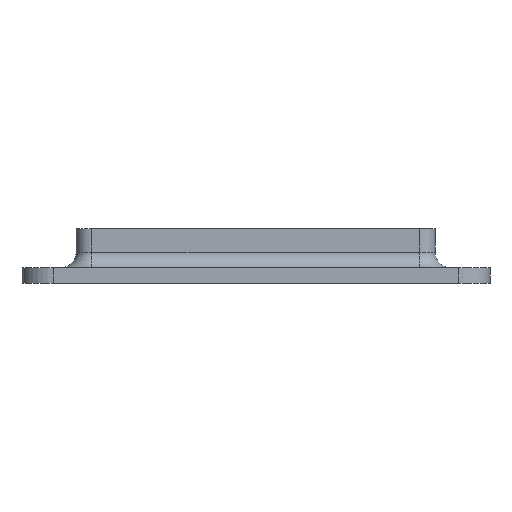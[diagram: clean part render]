
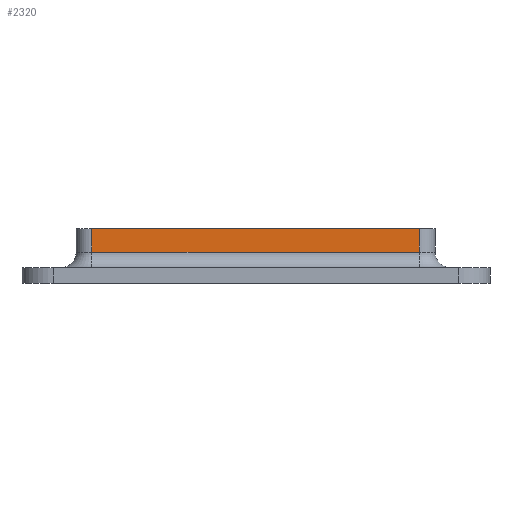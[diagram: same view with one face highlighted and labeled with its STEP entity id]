
A CAD part, front view. The second image highlights one B-rep face of the part: STEP entity #2320.
In plain terms, the highlighted planar face has unit normal (0, -1, 0).
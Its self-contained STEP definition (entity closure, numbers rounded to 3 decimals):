
#140 = CYLINDRICAL_SURFACE('',#141,2.);
#141 = AXIS2_PLACEMENT_3D('',#142,#143,#144);
#142 = CARTESIAN_POINT('',(22.952,-14.414,2.));
#143 = DIRECTION('',(-1.,0.,0.));
#144 = DIRECTION('',(0.,0.,-1.));
#860 = PLANE('',#861);
#861 = AXIS2_PLACEMENT_3D('',#862,#863,#864);
#862 = CARTESIAN_POINT('',(-23.048,12.586,5.));
#863 = DIRECTION('',(0.,0.,1.));
#864 = DIRECTION('',(1.,0.,0.));
#970 = VERTEX_POINT('',#971);
#971 = CARTESIAN_POINT('',(20.952,-12.414,2.));
#1008 = CYLINDRICAL_SURFACE('',#1009,2.);
#1009 = AXIS2_PLACEMENT_3D('',#1010,#1011,#1012);
#1010 = CARTESIAN_POINT('',(20.952,-10.414,0.));
#1011 = DIRECTION('',(0.,0.,1.));
#1012 = DIRECTION('',(0.,-1.,0.));
#1071 = EDGE_CURVE('',#970,#1072,#1074,.T.);
#1072 = VERTEX_POINT('',#1073);
#1073 = CARTESIAN_POINT('',(-21.048,-12.414,2.));
#1074 = SURFACE_CURVE('',#1075,(#1079,#1086),.PCURVE_S1.);
#1075 = LINE('',#1076,#1077);
#1076 = CARTESIAN_POINT('',(22.952,-12.414,2.));
#1077 = VECTOR('',#1078,1.);
#1078 = DIRECTION('',(-1.,0.,0.));
#1079 = PCURVE('',#140,#1080);
#1080 = DEFINITIONAL_REPRESENTATION('',(#1081),#1085);
#1081 = LINE('',#1082,#1083);
#1082 = CARTESIAN_POINT('',(-1.571,0.));
#1083 = VECTOR('',#1084,1.);
#1084 = DIRECTION('',(-0.,1.));
#1085 = ( GEOMETRIC_REPRESENTATION_CONTEXT(2) 
PARAMETRIC_REPRESENTATION_CONTEXT() REPRESENTATION_CONTEXT('2D SPACE',''
  ) );
#1086 = PCURVE('',#1087,#1092);
#1087 = PLANE('',#1088);
#1088 = AXIS2_PLACEMENT_3D('',#1089,#1090,#1091);
#1089 = CARTESIAN_POINT('',(22.952,-12.414,0.));
#1090 = DIRECTION('',(0.,-1.,0.));
#1091 = DIRECTION('',(-1.,0.,0.));
#1092 = DEFINITIONAL_REPRESENTATION('',(#1093),#1097);
#1093 = LINE('',#1094,#1095);
#1094 = CARTESIAN_POINT('',(0.,-2.));
#1095 = VECTOR('',#1096,1.);
#1096 = DIRECTION('',(1.,0.));
#1097 = ( GEOMETRIC_REPRESENTATION_CONTEXT(2) 
PARAMETRIC_REPRESENTATION_CONTEXT() REPRESENTATION_CONTEXT('2D SPACE',''
  ) );
#1209 = CYLINDRICAL_SURFACE('',#1210,2.);
#1210 = AXIS2_PLACEMENT_3D('',#1211,#1212,#1213);
#1211 = CARTESIAN_POINT('',(-21.048,-10.414,0.));
#1212 = DIRECTION('',(0.,0.,1.));
#1213 = DIRECTION('',(0.,-1.,0.));
#2165 = VERTEX_POINT('',#2166);
#2166 = CARTESIAN_POINT('',(-21.048,-12.414,5.));
#2192 = EDGE_CURVE('',#2193,#2165,#2195,.T.);
#2193 = VERTEX_POINT('',#2194);
#2194 = CARTESIAN_POINT('',(20.952,-12.414,5.));
#2195 = SURFACE_CURVE('',#2196,(#2200,#2207),.PCURVE_S1.);
#2196 = LINE('',#2197,#2198);
#2197 = CARTESIAN_POINT('',(22.952,-12.414,5.));
#2198 = VECTOR('',#2199,1.);
#2199 = DIRECTION('',(-1.,0.,0.));
#2200 = PCURVE('',#860,#2201);
#2201 = DEFINITIONAL_REPRESENTATION('',(#2202),#2206);
#2202 = LINE('',#2203,#2204);
#2203 = CARTESIAN_POINT('',(46.,-25.));
#2204 = VECTOR('',#2205,1.);
#2205 = DIRECTION('',(-1.,0.));
#2206 = ( GEOMETRIC_REPRESENTATION_CONTEXT(2) 
PARAMETRIC_REPRESENTATION_CONTEXT() REPRESENTATION_CONTEXT('2D SPACE',''
  ) );
#2207 = PCURVE('',#1087,#2208);
#2208 = DEFINITIONAL_REPRESENTATION('',(#2209),#2213);
#2209 = LINE('',#2210,#2211);
#2210 = CARTESIAN_POINT('',(0.,-5.));
#2211 = VECTOR('',#2212,1.);
#2212 = DIRECTION('',(1.,0.));
#2213 = ( GEOMETRIC_REPRESENTATION_CONTEXT(2) 
PARAMETRIC_REPRESENTATION_CONTEXT() REPRESENTATION_CONTEXT('2D SPACE',''
  ) );
#2297 = EDGE_CURVE('',#970,#2193,#2298,.T.);
#2298 = SURFACE_CURVE('',#2299,(#2303,#2310),.PCURVE_S1.);
#2299 = LINE('',#2300,#2301);
#2300 = CARTESIAN_POINT('',(20.952,-12.414,0.));
#2301 = VECTOR('',#2302,1.);
#2302 = DIRECTION('',(0.,0.,1.));
#2303 = PCURVE('',#1008,#2304);
#2304 = DEFINITIONAL_REPRESENTATION('',(#2305),#2309);
#2305 = LINE('',#2306,#2307);
#2306 = CARTESIAN_POINT('',(0.,0.));
#2307 = VECTOR('',#2308,1.);
#2308 = DIRECTION('',(0.,1.));
#2309 = ( GEOMETRIC_REPRESENTATION_CONTEXT(2) 
PARAMETRIC_REPRESENTATION_CONTEXT() REPRESENTATION_CONTEXT('2D SPACE',''
  ) );
#2310 = PCURVE('',#1087,#2311);
#2311 = DEFINITIONAL_REPRESENTATION('',(#2312),#2316);
#2312 = LINE('',#2313,#2314);
#2313 = CARTESIAN_POINT('',(2.,0.));
#2314 = VECTOR('',#2315,1.);
#2315 = DIRECTION('',(0.,-1.));
#2316 = ( GEOMETRIC_REPRESENTATION_CONTEXT(2) 
PARAMETRIC_REPRESENTATION_CONTEXT() REPRESENTATION_CONTEXT('2D SPACE',''
  ) );
#2320 = ADVANCED_FACE('',(#2321),#1087,.T.);
#2321 = FACE_BOUND('',#2322,.T.);
#2322 = EDGE_LOOP('',(#2323,#2324,#2345,#2346));
#2323 = ORIENTED_EDGE('',*,*,#2192,.T.);
#2324 = ORIENTED_EDGE('',*,*,#2325,.F.);
#2325 = EDGE_CURVE('',#1072,#2165,#2326,.T.);
#2326 = SURFACE_CURVE('',#2327,(#2331,#2338),.PCURVE_S1.);
#2327 = LINE('',#2328,#2329);
#2328 = CARTESIAN_POINT('',(-21.048,-12.414,0.));
#2329 = VECTOR('',#2330,1.);
#2330 = DIRECTION('',(0.,0.,1.));
#2331 = PCURVE('',#1087,#2332);
#2332 = DEFINITIONAL_REPRESENTATION('',(#2333),#2337);
#2333 = LINE('',#2334,#2335);
#2334 = CARTESIAN_POINT('',(44.,0.));
#2335 = VECTOR('',#2336,1.);
#2336 = DIRECTION('',(0.,-1.));
#2337 = ( GEOMETRIC_REPRESENTATION_CONTEXT(2) 
PARAMETRIC_REPRESENTATION_CONTEXT() REPRESENTATION_CONTEXT('2D SPACE',''
  ) );
#2338 = PCURVE('',#1209,#2339);
#2339 = DEFINITIONAL_REPRESENTATION('',(#2340),#2344);
#2340 = LINE('',#2341,#2342);
#2341 = CARTESIAN_POINT('',(-0.,0.));
#2342 = VECTOR('',#2343,1.);
#2343 = DIRECTION('',(-0.,1.));
#2344 = ( GEOMETRIC_REPRESENTATION_CONTEXT(2) 
PARAMETRIC_REPRESENTATION_CONTEXT() REPRESENTATION_CONTEXT('2D SPACE',''
  ) );
#2345 = ORIENTED_EDGE('',*,*,#1071,.F.);
#2346 = ORIENTED_EDGE('',*,*,#2297,.T.);
